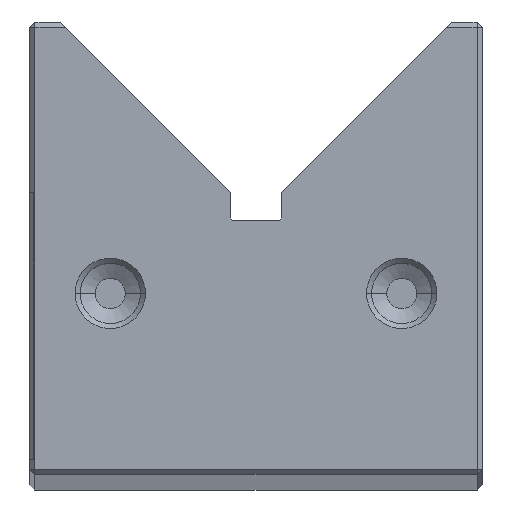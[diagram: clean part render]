
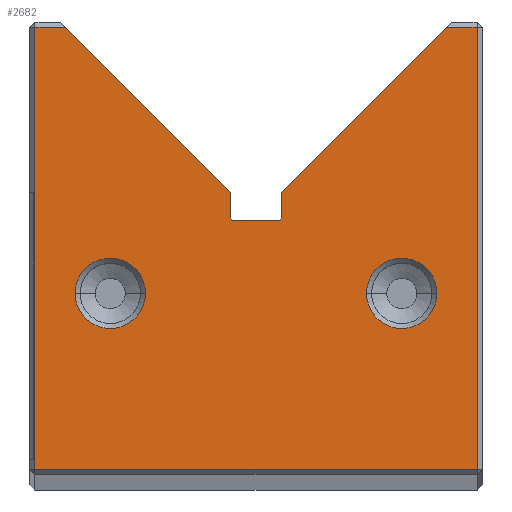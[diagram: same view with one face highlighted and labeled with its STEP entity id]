
A CAD part, top view. The second image highlights one B-rep face of the part: STEP entity #2682.
In plain terms, the highlighted planar face has unit normal (0, 0, 1).
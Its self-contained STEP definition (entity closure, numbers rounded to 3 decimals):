
#2682=ADVANCED_FACE('',(#3665,#3666,#3667),#3057,.F.);
#3057=PLANE('',#9841);
#3319=CIRCLE('',#9691,3.5);
#3321=CIRCLE('',#9694,3.5);
#3402=CIRCLE('',#9831,0.25);
#3403=CIRCLE('',#9834,0.25);
#3404=CIRCLE('',#9839,3.5);
#3405=CIRCLE('',#9840,3.5);
#3665=FACE_BOUND('',#3816,.T.);
#3666=FACE_BOUND('',#3817,.T.);
#3667=FACE_BOUND('',#3818,.T.);
#3816=EDGE_LOOP('',(#4757,#4758));
#3817=EDGE_LOOP('',(#4759,#4760));
#3818=EDGE_LOOP('',(#4761,#4762,#4763,#4764,#4765,#4766,#4767,#4768,#4769,
#4770,#4771,#4772));
#4757=ORIENTED_EDGE('',*,*,#7333,.T.);
#4758=ORIENTED_EDGE('',*,*,#7538,.T.);
#4759=ORIENTED_EDGE('',*,*,#7329,.T.);
#4760=ORIENTED_EDGE('',*,*,#7539,.T.);
#4761=ORIENTED_EDGE('',*,*,#7540,.T.);
#4762=ORIENTED_EDGE('',*,*,#7541,.T.);
#4763=ORIENTED_EDGE('',*,*,#7533,.T.);
#4764=ORIENTED_EDGE('',*,*,#7529,.T.);
#4765=ORIENTED_EDGE('',*,*,#7527,.T.);
#4766=ORIENTED_EDGE('',*,*,#7525,.T.);
#4767=ORIENTED_EDGE('',*,*,#7523,.T.);
#4768=ORIENTED_EDGE('',*,*,#7521,.T.);
#4769=ORIENTED_EDGE('',*,*,#7519,.T.);
#4770=ORIENTED_EDGE('',*,*,#7542,.T.);
#4771=ORIENTED_EDGE('',*,*,#7543,.T.);
#4772=ORIENTED_EDGE('',*,*,#7544,.T.);
#6629=VERTEX_POINT('',#12663);
#6630=VERTEX_POINT('',#12665);
#6633=VERTEX_POINT('',#12672);
#6634=VERTEX_POINT('',#12674);
#6757=VERTEX_POINT('',#13036);
#6758=VERTEX_POINT('',#13038);
#6759=VERTEX_POINT('',#13042);
#6760=VERTEX_POINT('',#13046);
#6761=VERTEX_POINT('',#13050);
#6762=VERTEX_POINT('',#13054);
#6763=VERTEX_POINT('',#13058);
#6766=VERTEX_POINT('',#13066);
#6769=VERTEX_POINT('',#13078);
#6770=VERTEX_POINT('',#13079);
#6771=VERTEX_POINT('',#13082);
#6772=VERTEX_POINT('',#13084);
#7329=EDGE_CURVE('',#6630,#6629,#3319,.T.);
#7333=EDGE_CURVE('',#6634,#6633,#3321,.T.);
#7519=EDGE_CURVE('',#6758,#6757,#8415,.T.);
#7521=EDGE_CURVE('',#6759,#6758,#8417,.T.);
#7523=EDGE_CURVE('',#6760,#6759,#3402,.T.);
#7525=EDGE_CURVE('',#6761,#6760,#8420,.T.);
#7527=EDGE_CURVE('',#6762,#6761,#3403,.T.);
#7529=EDGE_CURVE('',#6763,#6762,#8423,.T.);
#7533=EDGE_CURVE('',#6766,#6763,#8427,.T.);
#7538=EDGE_CURVE('',#6633,#6634,#3404,.T.);
#7539=EDGE_CURVE('',#6629,#6630,#3405,.T.);
#7540=EDGE_CURVE('',#6769,#6770,#8432,.T.);
#7541=EDGE_CURVE('',#6770,#6766,#8433,.T.);
#7542=EDGE_CURVE('',#6757,#6771,#8434,.T.);
#7543=EDGE_CURVE('',#6771,#6772,#8435,.T.);
#7544=EDGE_CURVE('',#6772,#6769,#8436,.T.);
#8415=LINE('',#13037,#9173);
#8417=LINE('',#13041,#9175);
#8420=LINE('',#13049,#9178);
#8423=LINE('',#13057,#9181);
#8427=LINE('',#13065,#9185);
#8432=LINE('',#13077,#9190);
#8433=LINE('',#13080,#9191);
#8434=LINE('',#13081,#9192);
#8435=LINE('',#13083,#9193);
#8436=LINE('',#13085,#9194);
#9173=VECTOR('',#10766,1.);
#9175=VECTOR('',#10770,1.);
#9178=VECTOR('',#10779,1.);
#9181=VECTOR('',#10788,1.);
#9185=VECTOR('',#10794,1.);
#9190=VECTOR('',#10807,1.);
#9191=VECTOR('',#10808,1.);
#9192=VECTOR('',#10809,1.);
#9193=VECTOR('',#10810,1.);
#9194=VECTOR('',#10811,1.);
#9691=AXIS2_PLACEMENT_3D('',#12664,#10383,#10384);
#9694=AXIS2_PLACEMENT_3D('',#12673,#10391,#10392);
#9831=AXIS2_PLACEMENT_3D('',#13045,#10774,#10775);
#9834=AXIS2_PLACEMENT_3D('',#13053,#10783,#10784);
#9839=AXIS2_PLACEMENT_3D('',#13075,#10803,#10804);
#9840=AXIS2_PLACEMENT_3D('',#13076,#10805,#10806);
#9841=AXIS2_PLACEMENT_3D('',#13086,#10812,#10813);
#10383=DIRECTION('',(0.,0.,-1.));
#10384=DIRECTION('',(-1.,0.,0.));
#10391=DIRECTION('',(0.,0.,-1.));
#10392=DIRECTION('',(-1.,0.,0.));
#10766=DIRECTION('',(-0.707,0.707,0.));
#10770=DIRECTION('',(0.,1.,0.));
#10774=DIRECTION('',(0.,0.,-1.));
#10775=DIRECTION('',(1.,0.,0.));
#10779=DIRECTION('',(-1.,0.,0.));
#10783=DIRECTION('',(0.,0.,-1.));
#10784=DIRECTION('',(-1.,0.,0.));
#10788=DIRECTION('',(0.,-1.,0.));
#10794=DIRECTION('',(-0.707,-0.707,0.));
#10803=DIRECTION('',(0.,0.,-1.));
#10804=DIRECTION('',(-1.,0.,0.));
#10805=DIRECTION('',(0.,0.,-1.));
#10806=DIRECTION('',(-1.,0.,0.));
#10807=DIRECTION('',(0.,1.,0.));
#10808=DIRECTION('',(-1.,0.,0.));
#10809=DIRECTION('',(-1.,0.,0.));
#10810=DIRECTION('',(0.,-1.,0.));
#10811=DIRECTION('',(1.,0.,0.));
#10812=DIRECTION('',(0.,0.,-1.));
#10813=DIRECTION('',(-1.,0.,0.));
#12663=CARTESIAN_POINT('',(-18.,18.,0.));
#12664=CARTESIAN_POINT('',(-14.5,18.,0.));
#12665=CARTESIAN_POINT('',(-11.,18.,0.));
#12672=CARTESIAN_POINT('',(11.,18.,0.));
#12673=CARTESIAN_POINT('',(14.5,18.,0.));
#12674=CARTESIAN_POINT('',(18.,18.,0.));
#13036=CARTESIAN_POINT('',(-18.95,44.5,0.));
#13037=CARTESIAN_POINT('',(-19.45,45.,0.));
#13038=CARTESIAN_POINT('',(-2.5,28.05,0.));
#13041=CARTESIAN_POINT('',(-2.5,28.05,0.));
#13042=CARTESIAN_POINT('',(-2.5,25.5,0.));
#13045=CARTESIAN_POINT('',(-2.25,25.5,0.));
#13046=CARTESIAN_POINT('',(-2.25,25.25,0.));
#13049=CARTESIAN_POINT('',(2.25,25.25,0.));
#13050=CARTESIAN_POINT('',(2.25,25.25,0.));
#13053=CARTESIAN_POINT('',(2.25,25.5,0.));
#13054=CARTESIAN_POINT('',(2.5,25.5,0.));
#13057=CARTESIAN_POINT('',(2.5,28.05,0.));
#13058=CARTESIAN_POINT('',(2.5,28.05,0.));
#13065=CARTESIAN_POINT('',(19.45,45.,0.));
#13066=CARTESIAN_POINT('',(18.95,44.5,0.));
#13075=CARTESIAN_POINT('',(14.5,18.,0.));
#13076=CARTESIAN_POINT('',(-14.5,18.,0.));
#13077=CARTESIAN_POINT('',(22.,45.,0.));
#13078=CARTESIAN_POINT('',(22.,0.5,0.));
#13079=CARTESIAN_POINT('',(22.,44.5,0.));
#13080=CARTESIAN_POINT('',(19.45,44.5,0.));
#13081=CARTESIAN_POINT('',(-22.5,44.5,0.));
#13082=CARTESIAN_POINT('',(-22.,44.5,0.));
#13083=CARTESIAN_POINT('',(-22.,0.,0.));
#13084=CARTESIAN_POINT('',(-22.,0.5,0.));
#13085=CARTESIAN_POINT('',(22.5,0.5,0.));
#13086=CARTESIAN_POINT('',(2.25,25.5,0.));
